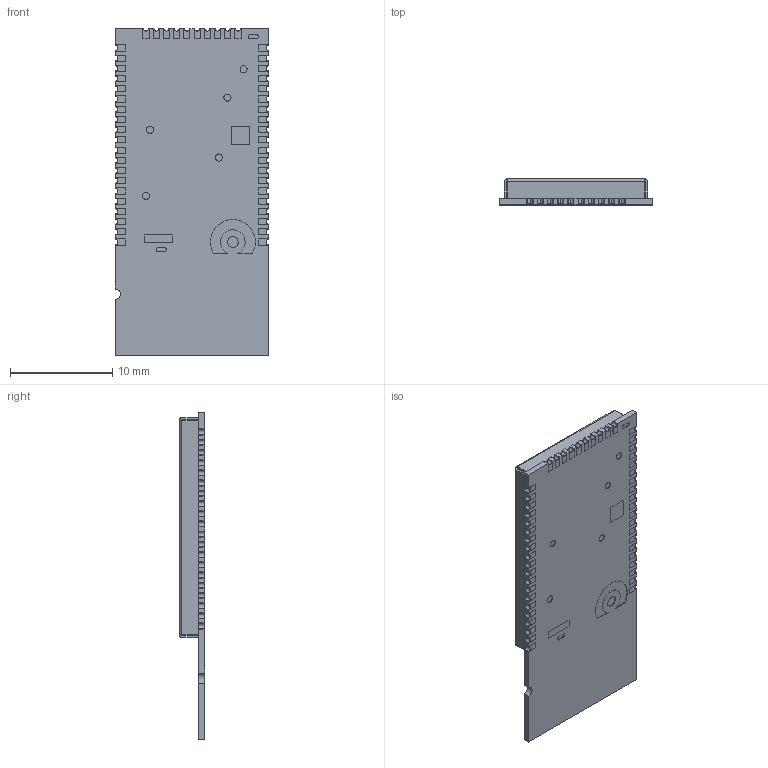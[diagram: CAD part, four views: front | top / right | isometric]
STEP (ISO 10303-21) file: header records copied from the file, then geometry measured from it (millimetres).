
FILE_DESCRIPTION (( 'STEP AP214' ), '1' );
FILE_NAME ('BM83SM1-00AA.STEP', '2021-06-02T23:11:22', ( '' ), ( '' ), 'SwSTEP 2.0', 'SolidWorks 2017', '' );
FILE_SCHEMA (( 'AUTOMOTIVE_DESIGN' ));
Length unit declared in the file: millimetre
Products named in the file (1): BM83SM1-00AA
Bounding box: 15 x 2.5 x 32 mm (x, y, z)
Volume: 366.7 mm3; surface area: 2153.4 mm2
Topology: 64 solids, 64 shells, 992 faces, 2340 edges, 1488 vertices
Faces by surface type: plane 775, cylinder 217
Entity records: 28611 total; most frequent: CARTESIAN_POINT 4821, DIRECTION 4760, ORIENTED_EDGE 4680, EDGE_CURVE 2340, VECTOR 1906, LINE 1906, VERTEX_POINT 1488, AXIS2_PLACEMENT_3D 1427
